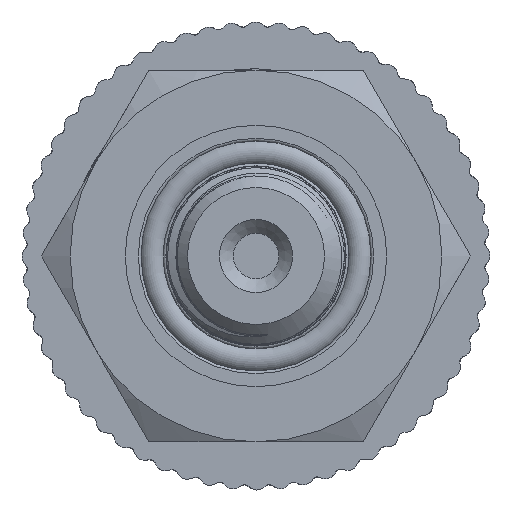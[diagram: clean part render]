
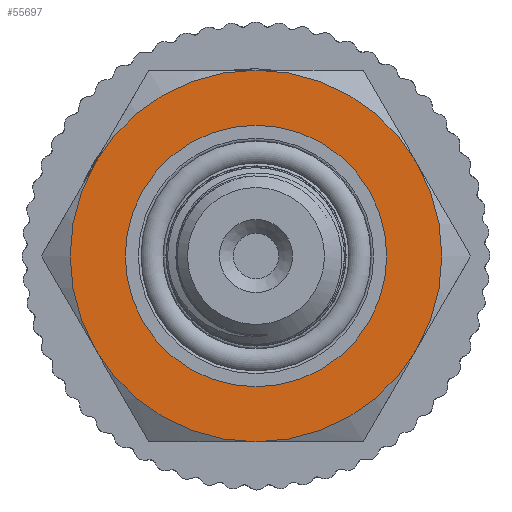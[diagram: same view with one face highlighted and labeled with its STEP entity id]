
A CAD part, left-side view. The second image highlights one B-rep face of the part: STEP entity #55697.
In plain terms, the highlighted conical face has half-angle 89.979 degrees and reference radius 11 mm.
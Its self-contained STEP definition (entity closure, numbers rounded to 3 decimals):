
#7648=CONICAL_SURFACE('',#59084,11.,1.57);
#8239=FACE_OUTER_BOUND('',#11777,.T.);
#11777=EDGE_LOOP('',(#38568,#38569,#38570,#38571));
#15437=CIRCLE('',#59085,13.5);
#15438=CIRCLE('',#59086,9.5);
#17646=LINE('',#92199,#20087);
#20087=VECTOR('',#67191,11.);
#22809=VERTEX_POINT('',#92196);
#22810=VERTEX_POINT('',#92198);
#28910=EDGE_CURVE('',#22809,#22809,#15437,.T.);
#28911=EDGE_CURVE('',#22809,#22810,#17646,.T.);
#28912=EDGE_CURVE('',#22810,#22810,#15438,.T.);
#38568=ORIENTED_EDGE('',*,*,#28910,.F.);
#38569=ORIENTED_EDGE('',*,*,#28911,.T.);
#38570=ORIENTED_EDGE('',*,*,#28912,.T.);
#38571=ORIENTED_EDGE('',*,*,#28911,.F.);
#55697=ADVANCED_FACE('',(#8239),#7648,.T.);
#59084=AXIS2_PLACEMENT_3D('',#92195,#67187,#67188);
#59085=AXIS2_PLACEMENT_3D('',#92197,#67189,#67190);
#59086=AXIS2_PLACEMENT_3D('',#92200,#67192,#67193);
#67187=DIRECTION('center_axis',(1.,0.,0.));
#67188=DIRECTION('ref_axis',(0.,1.,0.));
#67189=DIRECTION('center_axis',(1.,0.,0.));
#67190=DIRECTION('ref_axis',(0.,1.,0.));
#67191=DIRECTION('',(0.,1.,0.));
#67192=DIRECTION('center_axis',(1.,0.,0.));
#67193=DIRECTION('ref_axis',(0.,0.,-1.));
#92195=CARTESIAN_POINT('Origin',(-46.999,0.,0.));
#92196=CARTESIAN_POINT('',(-46.999,-13.5,0.));
#92197=CARTESIAN_POINT('Origin',(-46.999,0.,
0.));
#92198=CARTESIAN_POINT('',(-47.,-9.5,0.));
#92199=CARTESIAN_POINT('',(-46.999,-11.,0.));
#92200=CARTESIAN_POINT('Origin',(-47.,0.,0.));
